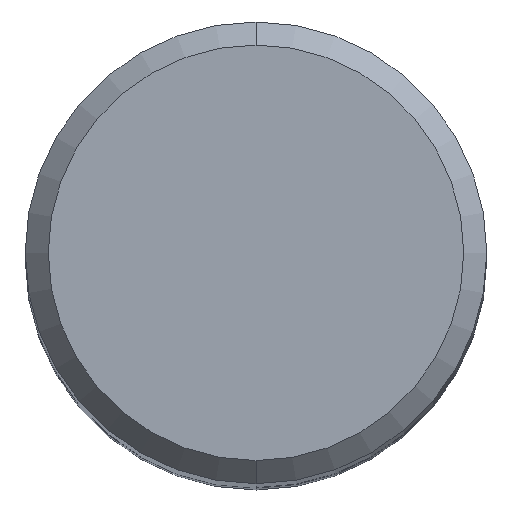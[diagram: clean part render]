
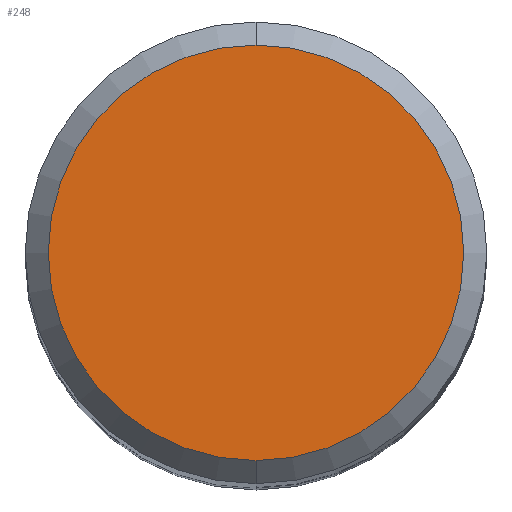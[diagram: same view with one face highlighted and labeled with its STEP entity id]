
A CAD part, top view. The second image highlights one B-rep face of the part: STEP entity #248.
In plain terms, the highlighted planar face has unit normal (0, 0, 1).
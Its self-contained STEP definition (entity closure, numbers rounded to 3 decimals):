
#248=ADVANCED_FACE('',(#552),#553,.T.);
#254=VERTEX_POINT('',#559);
#290=EDGE_CURVE('',#408,#254,#599,.T.);
#296=EDGE_CURVE('',#254,#408,#605,.T.);
#408=VERTEX_POINT('',#727);
#552=FACE_OUTER_BOUND('',#937,.T.);
#553=PLANE('',#938);
#559=CARTESIAN_POINT('',(0.,-4.5,0.0));
#599=CIRCLE('',#1024,4.5);
#605=CIRCLE('',#1035,4.5);
#727=CARTESIAN_POINT('',(0.0,4.5,0.0));
#937=EDGE_LOOP('',(#1525,#1526));
#938=AXIS2_PLACEMENT_3D('',#1527,#1528,#1529);
#1024=AXIS2_PLACEMENT_3D('',#1578,#1579,#1580);
#1035=AXIS2_PLACEMENT_3D('',#1583,#1584,#1585);
#1525=ORIENTED_EDGE('',*,*,#290,.F.);
#1526=ORIENTED_EDGE('',*,*,#296,.F.);
#1527=CARTESIAN_POINT('',(0.0,2.25,0.0));
#1528=DIRECTION('',(-0.0,0.0,1.0));
#1529=DIRECTION('',(0.0,-1.0,0.0));
#1578=CARTESIAN_POINT('',(0.0,0.0,0.0));
#1579=DIRECTION('',(0.0,0.0,-1.0));
#1580=DIRECTION('',(0.0,1.0,0.0));
#1583=CARTESIAN_POINT('',(0.0,0.0,0.0));
#1584=DIRECTION('',(0.0,0.0,-1.0));
#1585=DIRECTION('',(0.0,1.0,0.0));
